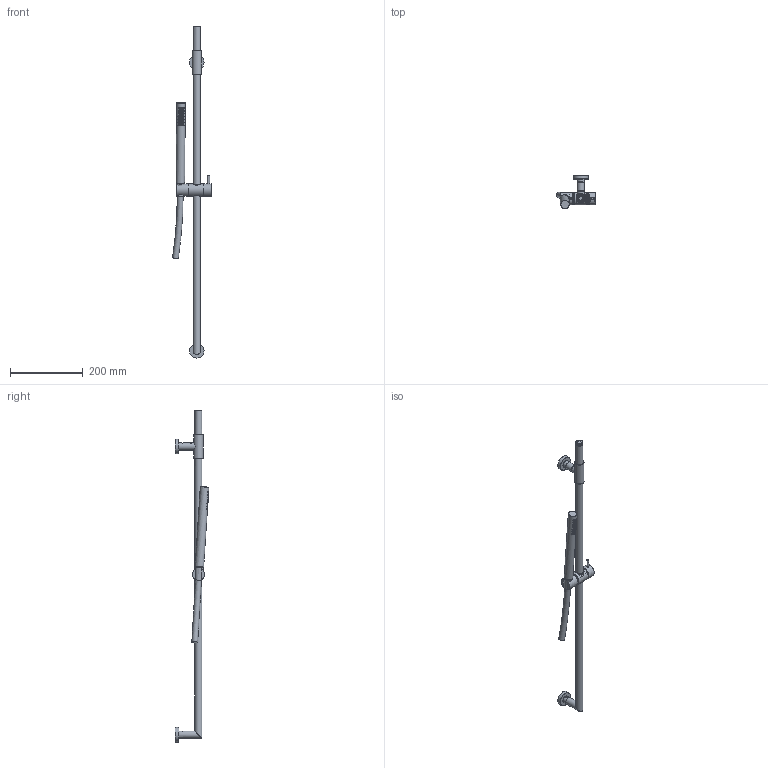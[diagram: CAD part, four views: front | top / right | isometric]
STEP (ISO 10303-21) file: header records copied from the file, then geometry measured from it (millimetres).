
FILE_DESCRIPTION(('HOOPS Exchange Step'),'2;1');
FILE_NAME('temp_export','2025-05-14T14:42:27+02:00',('CiBrutta'),('Shapr3D Limited'),'HOOPS Exchange 2024.8','Shapr3D','Authorized');
FILE_SCHEMA( ('AP242_MANAGED_MODEL_BASED_3D_ENGINEERING_MIM_LF {1 0 10303 442 1 1 4}') );
Length unit declared in the file: millimetre
Products named in the file (32): DOCCETTA:1; Kit Doccia Tondo.stp; SR900-01; M2530; M2531; M5-4; M2532; M2533; S18-22; M2534; M2535; M2532A; M2536; M5-4A; M2531B; M2537; M5-12; M2538; S318-15; M2539; M4-5; M5-12A; S11-1; M2540; M2540A; M2541; M4-28; M2542; 00-00; M2543; SL0V.stp; root
Assembly tree (31 placements, depth 4):
  root
    Kit Doccia Tondo.stp
      DOCCETTA:1
    SL0V.stp
      SR900-01
      M2530
      M2531
      M5-4
      M2532
      M2533
      S18-22
      M2534
      M2535
      M2532A
      M2536
      M5-4A
      M2531B
      M2537
      M5-12
      00-00
        M2538
        S318-15
        M2539
        M4-5
        M5-12A
        S11-1
        M2540
        M2540A
        M2541
        M4-28
        M2542
      M2543
Bounding box: 106.68 x 92.28 x 910 mm (x, y, z)
Volume: 240505.1 mm3; surface area: 221338.2 mm2
Topology: 28 solids, 29 shells, 638 faces, 1813 edges, 1296 vertices
Faces by surface type: cylinder 306, bspline 169, plane 147, cone 12, torus 3, sphere 1
Full cylindrical faces by diameter (mm): 2 x46, 3.3 x7, 4 x12, 4.2 x13, 4.5 x1, 5 x32, 5.1 x2, 5.2 x1, 5.3 x1, 5.5 x1, 6 x1, 6.2 x1, 8 x1, 8.5 x9, 9.8 x6, 10 x1, 10.1 x2, 11 x2, 13 x2, 14 x6, 14.05 x2, 14.3 x1, 17.95 x5, 18 x4, 18.5 x1, 20 x4, 20.3 x2, 20.5 x1, 20.6 x2, 21.6 x1
Entity records: 100482 total; most frequent: CARTESIAN_POINT 84953, ORIENTED_EDGE 3620, DIRECTION 2097, EDGE_CURVE 1810, VERTEX_POINT 1296, B_SPLINE_CURVE_WITH_KNOTS 1077, AXIS2_PLACEMENT_3D 841, EDGE_LOOP 766
